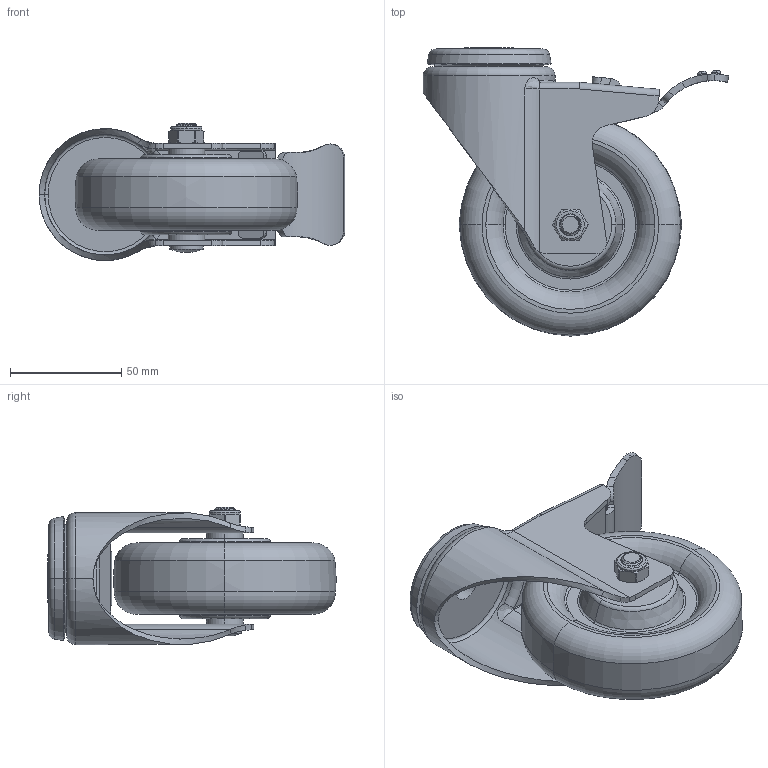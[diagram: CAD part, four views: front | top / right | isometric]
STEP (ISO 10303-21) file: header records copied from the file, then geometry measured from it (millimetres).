
FILE_DESCRIPTION((''),'2;1');
FILE_NAME('50184L-504-86_ASM','2020-01-01T',('L'),(''),'PRO/ENGINEER BY PARAMETRIC TECHNOLOGY CORPORATION, 2010280','PRO/ENGINEER BY PARAMETRIC TECHNOLOGY CORPORATION, 2010280','');
FILE_SCHEMA(('CONFIG_CONTROL_DESIGN'));
Length unit declared in the file: millimetre
Products named in the file (6): 50184; 540-14; 504-986; 570-33; 570-34; 50184L-504-86_ASM
Assembly tree (5 placements, depth 2):
  50184L-504-86_ASM
    50184
    540-14
    504-986
    570-33
    570-34
Bounding box: 137.36 x 129.48 x 61.65 mm (x, y, z)
Volume: 276721.8 mm3; surface area: 70610 mm2
Topology: 9 solids, 9 shells, 310 faces, 726 edges, 443 vertices
Faces by surface type: cylinder 106, plane 85, torus 42, bspline 41, cone 34, sphere 2
Entity records: 14384 total; most frequent: CARTESIAN_POINT 7423, ORIENTED_EDGE 1448, DIRECTION 1382, EDGE_CURVE 724, AXIS2_PLACEMENT_3D 549, VERTEX_POINT 443, EDGE_LOOP 331, FACE_OUTER_BOUND 310
